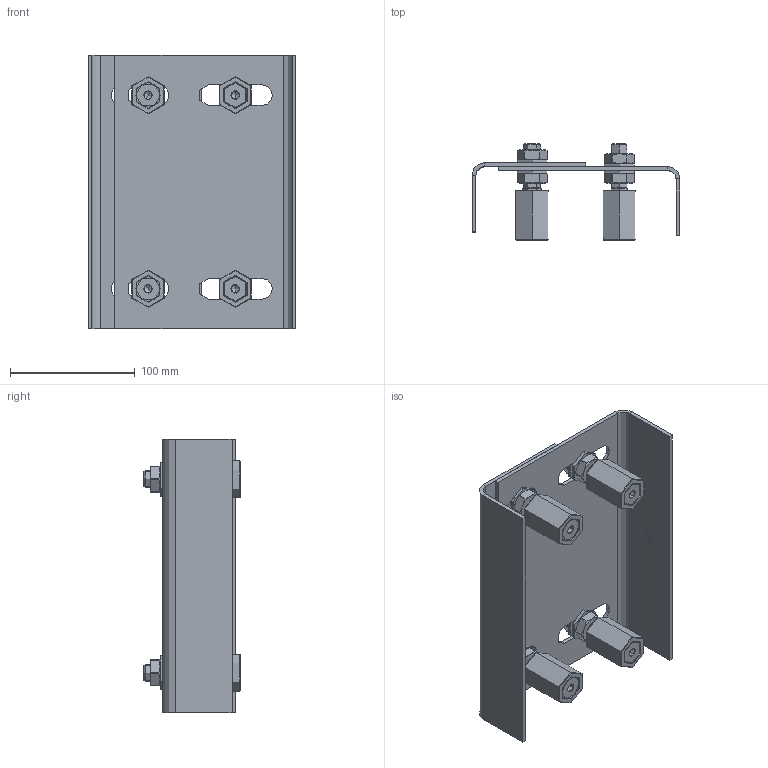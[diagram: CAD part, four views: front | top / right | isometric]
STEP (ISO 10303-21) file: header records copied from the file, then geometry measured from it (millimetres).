
FILE_DESCRIPTION (( 'STEP AP203' ), '1' );
FILE_NAME ('255-VA.STEP', '2021-03-30T13:50:19', ( '' ), ( '' ), 'SwSTEP 2.0', 'SolidWorks 2018', '' );
FILE_SCHEMA (( 'CONFIG_CONTROL_DESIGN' ));
Length unit declared in the file: millimetre
Products named in the file (34): 255-VA Teil2; 255-VA Teil3; 255-VA Teil5; 255-VA Teil4; DIN 439 M4-M20; 255-VA; 255-VA Teil5_255-VA Teil5; 255-VA Teil1; 255-VA Teil4_255-VA Teil4; 255-VA Teil3_255-VA Teil3; 255-VA Teil1_255-VA Teil1; DIN 439 M4-M20_255-VA Teil6; 255-VA Teil2_255-VA Teil2
Assembly tree (34 placements, depth 2):
  255-VA Teil2
  255-VA Teil3
  255-VA Teil5
  255-VA Teil4
  255-VA Teil3
Bounding box: 167 x 77.3 x 220 mm (x, y, z)
Volume: 361352.3 mm3; surface area: 209064.5 mm2
Topology: 26 solids, 26 shells, 813 faces, 1954 edges, 1224 vertices
Faces by surface type: plane 321, cone 228, cylinder 166, bspline 90, torus 8
Entity records: 21399 total; most frequent: CARTESIAN_POINT 9256, ORIENTED_EDGE 1922, DIRECTION 1497, EDGE_CURVE 961, VERTEX_POINT 621, VECTOR 597, LINE 597, AXIS2_PLACEMENT_3D 450
